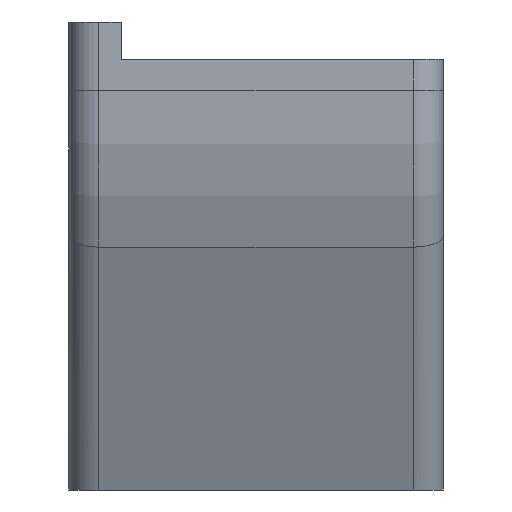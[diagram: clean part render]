
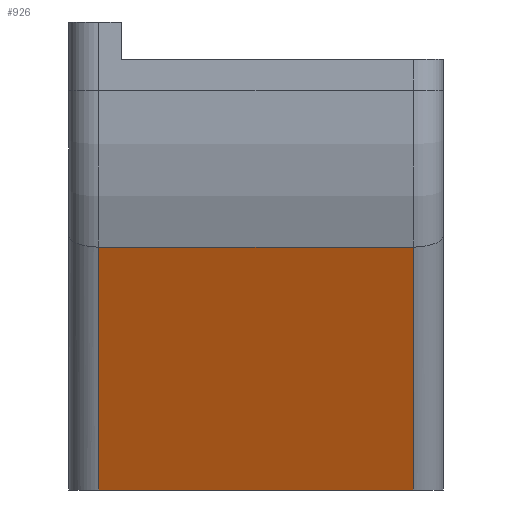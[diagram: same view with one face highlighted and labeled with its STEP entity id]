
A CAD part, left-side view. The second image highlights one B-rep face of the part: STEP entity #926.
In plain terms, the highlighted planar face has unit normal (-0.925, 0, -0.381).
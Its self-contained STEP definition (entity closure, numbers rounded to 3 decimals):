
#76=CARTESIAN_POINT('',(506.471,133.762,33.));
#77=VERTEX_POINT('',#76);
#85=CARTESIAN_POINT('',(506.471,142.162,33.));
#86=VERTEX_POINT('',#85);
#87=CARTESIAN_POINT('',(506.471,133.762,33.));
#88=DIRECTION('',(-0.,1.,-0.));
#89=VECTOR('',#88,8.4);
#90=LINE('',#87,#89);
#91=EDGE_CURVE('',#77,#86,#90,.T.);
#130=CARTESIAN_POINT('',(503.8,142.162,39.488));
#131=VERTEX_POINT('',#130);
#132=CARTESIAN_POINT('',(506.471,142.162,33.));
#133=DIRECTION('',(-0.381,0.,0.925));
#134=VECTOR('',#133,7.016);
#135=LINE('',#132,#134);
#136=EDGE_CURVE('',#86,#131,#135,.T.);
#685=CARTESIAN_POINT('',(503.8,133.762,39.488));
#686=VERTEX_POINT('',#685);
#687=CARTESIAN_POINT('',(503.8,142.162,39.488));
#688=DIRECTION('',(0.,-1.,0.));
#689=VECTOR('',#688,8.4);
#690=LINE('',#687,#689);
#691=EDGE_CURVE('',#131,#686,#690,.T.);
#905=CARTESIAN_POINT('',(503.8,133.762,39.488));
#906=DIRECTION('',(0.381,-0.,-0.925));
#907=VECTOR('',#906,7.016);
#908=LINE('',#905,#907);
#909=EDGE_CURVE('',#686,#77,#908,.T.);
#915=CARTESIAN_POINT('',(504.721,137.962,37.25));
#916=DIRECTION('',(-0.925,-0.,-0.381));
#917=DIRECTION('',(-0.381,0.,0.925));
#918=AXIS2_PLACEMENT_3D('',#915,#916,#917);
#919=PLANE('',#918);
#920=ORIENTED_EDGE('',*,*,#91,.F.);
#921=ORIENTED_EDGE('',*,*,#909,.F.);
#922=ORIENTED_EDGE('',*,*,#691,.F.);
#923=ORIENTED_EDGE('',*,*,#136,.F.);
#924=EDGE_LOOP('',(#920,#921,#922,#923));
#925=FACE_BOUND('',#924,.T.);
#926=ADVANCED_FACE('',(#925),#919,.T.);
